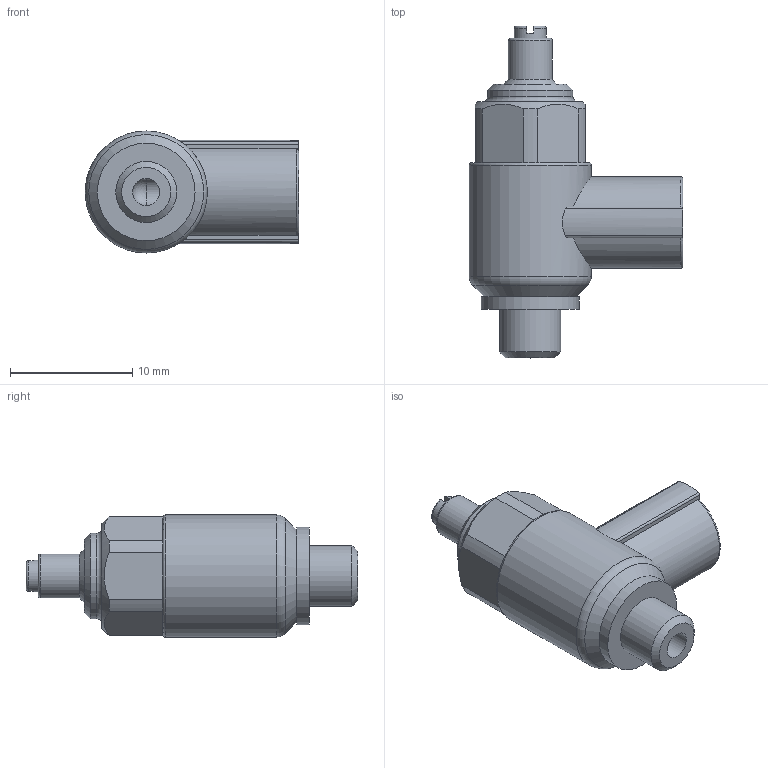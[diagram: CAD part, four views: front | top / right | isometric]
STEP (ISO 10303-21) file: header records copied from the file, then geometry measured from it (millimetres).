
FILE_DESCRIPTION(/* description */ ('STEP AP214'),/* implementation_level */ '2;1');
FILE_NAME(/* name */ '161403_CRGRLA-M5-B',/* time_stamp */ '2024-08-08T18:04:36+02:00',/* author */ ('License CC BY-ND 4.0'),/* organization */ ('CADENAS'),/* preprocessor_version */ 'ST-DEVELOPER v19.3',/* originating_system */ 'PARTsolutions',/* authorisation */ ' ');
FILE_SCHEMA (('AUTOMOTIVE_DESIGN {1 0 10303 214 3 1 1}'));
Length unit declared in the file: millimetre
Products named in the file (1): 161403 CRGRLA-M5-B
Bounding box: 17.5 x 27.2 x 10 mm (x, y, z)
Volume: 1629.7 mm3; surface area: 1182 mm2
Topology: 1 solids, 1 shells, 73 faces, 171 edges, 106 vertices
Faces by surface type: plane 35, cylinder 23, torus 8, cone 6, sphere 1
Full cylindrical faces by diameter (mm): 2.222 x2, 2.6 x1, 3.6 x1, 4.134 x1, 5 x1, 7 x1, 8 x1, 10 x1
Entity records: 2022 total; most frequent: CARTESIAN_POINT 407, DIRECTION 344, ORIENTED_EDGE 294, EDGE_CURVE 147, AXIS2_PLACEMENT_3D 145, VERTEX_POINT 102, EDGE_LOOP 101, FACE_BOUND 101
